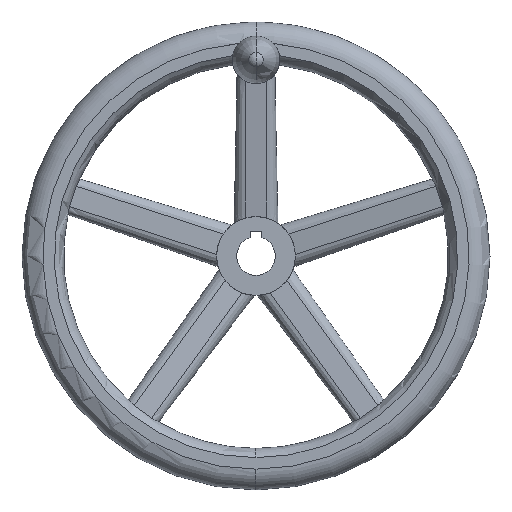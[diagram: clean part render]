
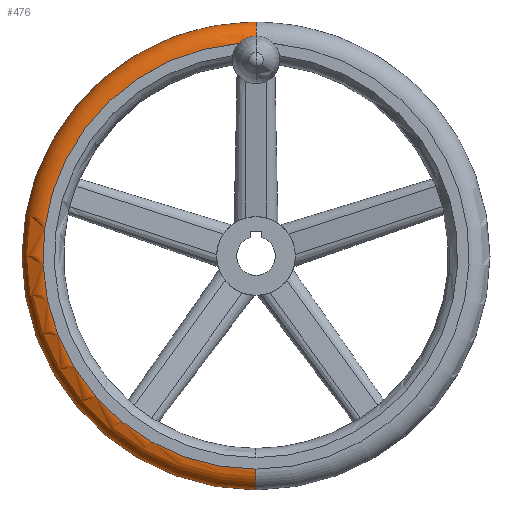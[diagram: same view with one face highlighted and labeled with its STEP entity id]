
A CAD part, top view. The second image highlights one B-rep face of the part: STEP entity #476.
In plain terms, the highlighted toroidal (fillet/blend) face has major radius 143.5 mm and minor radius 14 mm.
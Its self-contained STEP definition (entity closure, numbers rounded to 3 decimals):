
#474=EDGE_CURVE('',#828,#570,#1163,.T.);
#476=ADVANCED_FACE('',(#1165),#1166,.T.);
#498=EDGE_CURVE('',#648,#570,#1188,.T.);
#570=VERTEX_POINT('',#1273);
#582=EDGE_CURVE('',#746,#648,#1285,.T.);
#648=VERTEX_POINT('',#1356);
#700=EDGE_CURVE('',#746,#852,#1415,.T.);
#740=EDGE_CURVE('',#828,#852,#1457,.T.);
#746=VERTEX_POINT('',#1463);
#828=VERTEX_POINT('',#1554);
#852=VERTEX_POINT('',#1579);
#1163=CIRCLE('',#2091,14.0);
#1165=FACE_OUTER_BOUND('',#2093,.T.);
#1166=TOROIDAL_SURFACE('',#2094,143.5,14.0);
#1188=CIRCLE('',#2191,143.5);
#1273=CARTESIAN_POINT('',(0.,143.5,56.0));
#1285=CIRCLE('',#2393,143.5);
#1356=CARTESIAN_POINT('',(-11.589,143.031,56.));
#1415=CIRCLE('',#2814,14.0);
#1457=CIRCLE('',#3012,157.5);
#1463=CARTESIAN_POINT('',(0.,-143.5,56.0));
#1554=CARTESIAN_POINT('',(0.,157.5,42.0));
#1579=CARTESIAN_POINT('',(0.,-157.5,42.0));
#2091=AXIS2_PLACEMENT_3D('',#3910,#3911,#3912);
#2093=EDGE_LOOP('',(#3914,#3915,#3916,#3917,#3918));
#2094=AXIS2_PLACEMENT_3D('',#3919,#3920,#3921);
#2191=AXIS2_PLACEMENT_3D('',#3932,#3933,#3934);
#2393=AXIS2_PLACEMENT_3D('',#4091,#4092,#4093);
#2814=AXIS2_PLACEMENT_3D('',#4237,#4238,#4239);
#3012=AXIS2_PLACEMENT_3D('',#4274,#4275,#4276);
#3910=CARTESIAN_POINT('',(0.,143.5,42.0));
#3911=DIRECTION('',(1.0,0.,0.));
#3912=DIRECTION('',(0.,1.0,0.));
#3914=ORIENTED_EDGE('',*,*,#740,.T.);
#3915=ORIENTED_EDGE('',*,*,#700,.F.);
#3916=ORIENTED_EDGE('',*,*,#582,.T.);
#3917=ORIENTED_EDGE('',*,*,#498,.T.);
#3918=ORIENTED_EDGE('',*,*,#474,.F.);
#3919=CARTESIAN_POINT('',(0.,0.,42.0));
#3920=DIRECTION('',(0.,0.,1.0));
#3921=DIRECTION('',(0.,1.0,0.0));
#3932=CARTESIAN_POINT('',(0.,0.,56.0));
#3933=DIRECTION('',(0.,0.,-1.0));
#3934=DIRECTION('',(0.,1.0,0.));
#4091=CARTESIAN_POINT('',(0.,0.,56.0));
#4092=DIRECTION('',(0.,0.,-1.0));
#4093=DIRECTION('',(0.,1.0,0.));
#4237=CARTESIAN_POINT('',(0.,-143.5,42.0));
#4238=DIRECTION('',(1.0,0.,0.));
#4239=DIRECTION('',(0.,-1.0,0.));
#4274=CARTESIAN_POINT('',(0.,0.,42.0));
#4275=DIRECTION('',(0.,0.,1.0));
#4276=DIRECTION('',(1.0,0.0,0.));
